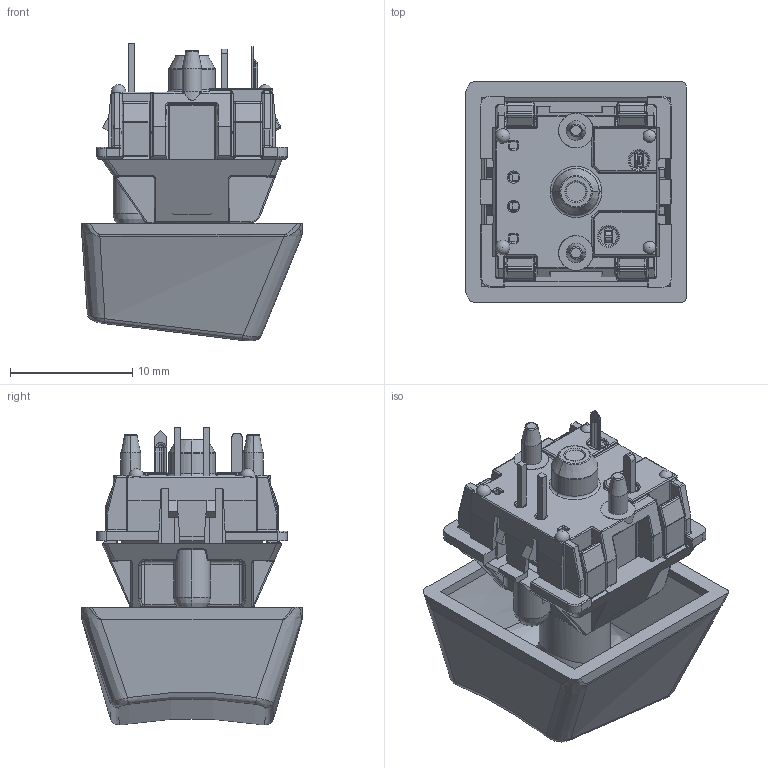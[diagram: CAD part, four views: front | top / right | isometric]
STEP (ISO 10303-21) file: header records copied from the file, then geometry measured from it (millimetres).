
FILE_DESCRIPTION(('FreeCAD Model'),'2;1');
FILE_NAME('Cherry_MX_Switch_and_Keycap180.step','2020-12-24T15:50:09',(''),(''), 'Open CASCADE STEP processor 7.4','FreeCAD','Unknown');
FILE_SCHEMA(('AUTOMOTIVE_DESIGN { 1 0 10303 214 1 1 1 1 }'));
Length unit declared in the file: millimetre
Products named in the file (9): Unnamed; Cherry_MX_Switch_and_Keycap180; Cherry_MX_Switch_imported; MX_轴_按键′_ü___¨1; MX_?_??ｨ｢ｨｬ_｡ｧ｡?__; MX?_?EDLEDLED; MXﾖ畧ﾖ睥蘋ｵﾗｲｿ_ｦﾌ｡ﾁ2__ﾄｬﾈﾏ_ｨ｢2____ｨｨ_; ?ｽ?__??__ｨｨ_; Cherry_MX_Keycap
Assembly tree (10 placements, depth 4):
  Unnamed
    Cherry_MX_Switch_and_Keycap180
      Cherry_MX_Switch_imported
        MX_轴_按键′_ü___¨1
        MX_?_??ｨ｢ｨｬ_｡ｧ｡?__
        MX?_?EDLEDLED
        MXﾖ畧ﾖ睥蘋ｵﾗｲｿ_ｦﾌ｡ﾁ2__ﾄｬﾈﾏ_ｨ｢2____ｨｨ_
        ?ｽ?__??__ｨｨ_
      Cherry_MX_Keycap
    Cherry_MX_Switch_imported
      MX_轴_按键′_ü___¨1
      MX_?_??ｨ｢ｨｬ_｡ｧ｡?__
      MX?_?EDLEDLED
      MXﾖ畧ﾖ睥蘋ｵﾗｲｿ_ｦﾌ｡ﾁ2__ﾄｬﾈﾏ_ｨ｢2____ｨｨ_
      ?ｽ?__??__ｨｨ_
    Cherry_MX_Keycap
Bounding box: 18 x 18 x 24.33 mm (x, y, z)
Volume: 4207.1 mm3; surface area: 8660.6 mm2
Topology: 22 solids, 22 shells, 3286 faces, 7894 edges, 4450 vertices
Faces by surface type: cylinder 1386, plane 970, torus 418, sphere 226, bspline 180, revolution 76, cone 30
Full cylindrical faces by diameter (mm): 5.8 x2
Entity records: 48528 total; most frequent: CARTESIAN_POINT 11117, DIRECTION 8017, ORIENTED_EDGE 7676, EDGE_CURVE 3838, AXIS2_PLACEMENT_3D 3007, VERTEX_POINT 2225, LINE 1965, VECTOR 1965
